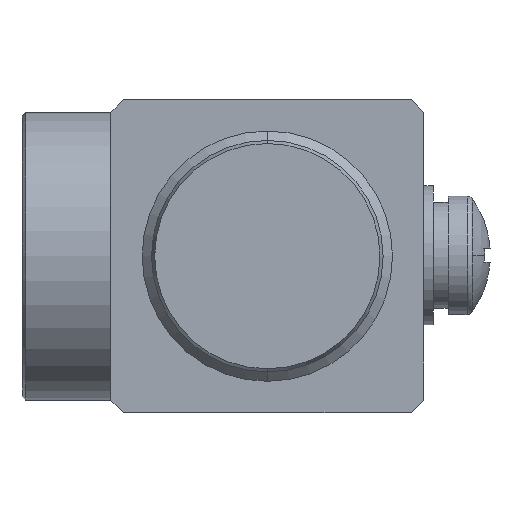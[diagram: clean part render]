
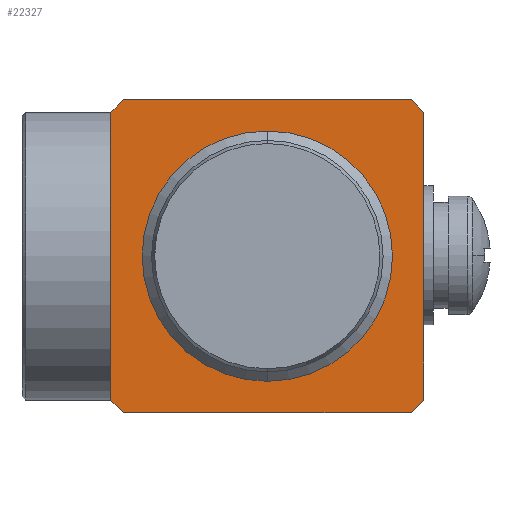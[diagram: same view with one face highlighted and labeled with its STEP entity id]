
A CAD part, left-side view. The second image highlights one B-rep face of the part: STEP entity #22327.
In plain terms, the highlighted planar face has unit normal (-1, 0, 0).
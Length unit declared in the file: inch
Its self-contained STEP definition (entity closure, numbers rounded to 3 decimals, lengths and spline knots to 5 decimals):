
#427 = VERTEX_POINT ( 'NONE', #26345 ) ;
#859 = LINE ( 'NONE', #34719, #14283 ) ;
#2659 = DIRECTION ( 'NONE',  ( 0., 0., -1. ) ) ;
#3122 = CARTESIAN_POINT ( 'NONE',  ( -1.37008, 0.49213, -0.49213 ) ) ;
#3227 = VERTEX_POINT ( 'NONE', #34700 ) ;
#3618 = CARTESIAN_POINT ( 'NONE',  ( -1.37008, 0., -0.3937 ) ) ;
#3623 = ORIENTED_EDGE ( 'NONE', *, *, #21256, .T. ) ;
#5045 = CIRCLE ( 'NONE', #27829, 0.3937 ) ;
#5931 = DIRECTION ( 'NONE',  ( 1., 0., 0. ) ) ;
#7368 = LINE ( 'NONE', #13900, #28243 ) ;
#7439 = CARTESIAN_POINT ( 'NONE',  ( -1.37008, -0.49213, -0.45276 ) ) ;
#7669 = CARTESIAN_POINT ( 'NONE',  ( -1.37008, 0.49213, 0.49213 ) ) ;
#8052 = CARTESIAN_POINT ( 'NONE',  ( -1.37008, 0., 0.3937 ) ) ;
#8798 = CIRCLE ( 'NONE', #34862, 0.3937 ) ;
#9243 = CARTESIAN_POINT ( 'NONE',  ( -1.37008, 0.45276, 0.49213 ) ) ;
#9385 = DIRECTION ( 'NONE',  ( 0., 0.707, -0.707 ) ) ;
#9414 = DIRECTION ( 'NONE',  ( 0., -1., 0. ) ) ;
#9431 = CARTESIAN_POINT ( 'NONE',  ( -1.37008, -0.45276, -0.49213 ) ) ;
#9613 = LINE ( 'NONE', #31422, #35444 ) ;
#10073 = DIRECTION ( 'NONE',  ( 1., 0., 0. ) ) ;
#10098 = LINE ( 'NONE', #19086, #38975 ) ;
#11044 = VECTOR ( 'NONE', #27598, 39.37008 ) ;
#11242 = LINE ( 'NONE', #12859, #17636 ) ;
#12179 = VERTEX_POINT ( 'NONE', #9431 ) ;
#12859 = CARTESIAN_POINT ( 'NONE',  ( -1.37008, 0.45276, 0.49213 ) ) ;
#12929 = FACE_BOUND ( 'NONE', #20062, .T. ) ;
#12936 = VERTEX_POINT ( 'NONE', #9243 ) ;
#13332 = EDGE_CURVE ( 'NONE', #12936, #23404, #11242, .T. ) ;
#13900 = CARTESIAN_POINT ( 'NONE',  ( -1.37008, -0.45276, 0.49213 ) ) ;
#14283 = VECTOR ( 'NONE', #25537, 39.37008 ) ;
#14598 = DIRECTION ( 'NONE',  ( 0., 0., -1. ) ) ;
#15713 = CARTESIAN_POINT ( 'NONE',  ( -1.37008, 0., 0. ) ) ;
#16861 = EDGE_CURVE ( 'NONE', #36154, #3227, #39435, .T. ) ;
#17636 = VECTOR ( 'NONE', #9385, 39.37008 ) ;
#17787 = VERTEX_POINT ( 'NONE', #8052 ) ;
#19086 = CARTESIAN_POINT ( 'NONE',  ( -1.37008, -0.49213, 0.49213 ) ) ;
#19821 = DIRECTION ( 'NONE',  ( 0., 0.707, 0.707 ) ) ;
#20062 = EDGE_LOOP ( 'NONE', ( #3623, #29918 ) ) ;
#20290 = DIRECTION ( 'NONE',  ( 0., 0., -1. ) ) ;
#20436 = CARTESIAN_POINT ( 'NONE',  ( -1.37008, 0.49213, -0.45276 ) ) ;
#20902 = LINE ( 'NONE', #3122, #11044 ) ;
#21226 = ORIENTED_EDGE ( 'NONE', *, *, #22998, .T. ) ;
#21256 = EDGE_CURVE ( 'NONE', #27264, #17787, #5045, .T. ) ;
#21685 = DIRECTION ( 'NONE',  ( 0., -0.707, -0.707 ) ) ;
#21734 = ORIENTED_EDGE ( 'NONE', *, *, #38040, .F. ) ;
#22327 = ADVANCED_FACE ( 'NONE', ( #12929, #34530 ), #31263, .F. ) ;
#22998 = EDGE_CURVE ( 'NONE', #23404, #36154, #23955, .T. ) ;
#23404 = VERTEX_POINT ( 'NONE', #33079 ) ;
#23955 = LINE ( 'NONE', #7669, #26617 ) ;
#24591 = AXIS2_PLACEMENT_3D ( 'NONE', #31872, #10073, #28204 ) ;
#25537 = DIRECTION ( 'NONE',  ( 0., -0.707, 0.707 ) ) ;
#26345 = CARTESIAN_POINT ( 'NONE',  ( -1.37008, -0.45276, 0.49213 ) ) ;
#26617 = VECTOR ( 'NONE', #14598, 39.37008 ) ;
#27264 = VERTEX_POINT ( 'NONE', #3618 ) ;
#27598 = DIRECTION ( 'NONE',  ( 0., -1., 0. ) ) ;
#27829 = AXIS2_PLACEMENT_3D ( 'NONE', #15713, #5931, #2659 ) ;
#27901 = ORIENTED_EDGE ( 'NONE', *, *, #39273, .T. ) ;
#28204 = DIRECTION ( 'NONE',  ( 0., 1., 0. ) ) ;
#28243 = VECTOR ( 'NONE', #19821, 39.37008 ) ;
#29271 = EDGE_CURVE ( 'NONE', #32611, #427, #7368, .T. ) ;
#29839 = DIRECTION ( 'NONE',  ( 1., 0., 0. ) ) ;
#29918 = ORIENTED_EDGE ( 'NONE', *, *, #35835, .T. ) ;
#31121 = ORIENTED_EDGE ( 'NONE', *, *, #13332, .T. ) ;
#31215 = ORIENTED_EDGE ( 'NONE', *, *, #29271, .T. ) ;
#31263 = PLANE ( 'NONE',  #24591 ) ;
#31422 = CARTESIAN_POINT ( 'NONE',  ( -1.37008, 0.49213, 0.49213 ) ) ;
#31696 = VECTOR ( 'NONE', #21685, 39.37008 ) ;
#31872 = CARTESIAN_POINT ( 'NONE',  ( -1.37008, 0.49213, 0.49213 ) ) ;
#32168 = ORIENTED_EDGE ( 'NONE', *, *, #33656, .F. ) ;
#32611 = VERTEX_POINT ( 'NONE', #39401 ) ;
#32684 = ORIENTED_EDGE ( 'NONE', *, *, #39979, .T. ) ;
#33079 = CARTESIAN_POINT ( 'NONE',  ( -1.37008, 0.49213, 0.45276 ) ) ;
#33656 = EDGE_CURVE ( 'NONE', #12936, #427, #9613, .T. ) ;
#34530 = FACE_OUTER_BOUND ( 'NONE', #37622, .T. ) ;
#34700 = CARTESIAN_POINT ( 'NONE',  ( -1.37008, 0.45276, -0.49213 ) ) ;
#34719 = CARTESIAN_POINT ( 'NONE',  ( -1.37008, -0.49213, -0.45276 ) ) ;
#34862 = AXIS2_PLACEMENT_3D ( 'NONE', #39415, #29839, #20290 ) ;
#35444 = VECTOR ( 'NONE', #9414, 39.37008 ) ;
#35835 = EDGE_CURVE ( 'NONE', #17787, #27264, #8798, .T. ) ;
#36154 = VERTEX_POINT ( 'NONE', #20436 ) ;
#37622 = EDGE_LOOP ( 'NONE', ( #21734, #31215, #32168, #31121, #21226, #38699, #32684, #27901 ) ) ;
#38040 = EDGE_CURVE ( 'NONE', #32611, #38199, #10098, .T. ) ;
#38199 = VERTEX_POINT ( 'NONE', #7439 ) ;
#38225 = DIRECTION ( 'NONE',  ( 0., 0., -1. ) ) ;
#38699 = ORIENTED_EDGE ( 'NONE', *, *, #16861, .T. ) ;
#38975 = VECTOR ( 'NONE', #38225, 39.37008 ) ;
#39273 = EDGE_CURVE ( 'NONE', #12179, #38199, #859, .T. ) ;
#39401 = CARTESIAN_POINT ( 'NONE',  ( -1.37008, -0.49213, 0.45276 ) ) ;
#39415 = CARTESIAN_POINT ( 'NONE',  ( -1.37008, 0., 0. ) ) ;
#39435 = LINE ( 'NONE', #40224, #31696 ) ;
#39979 = EDGE_CURVE ( 'NONE', #3227, #12179, #20902, .T. ) ;
#40224 = CARTESIAN_POINT ( 'NONE',  ( -1.37008, 0.49213, -0.45276 ) ) ;
